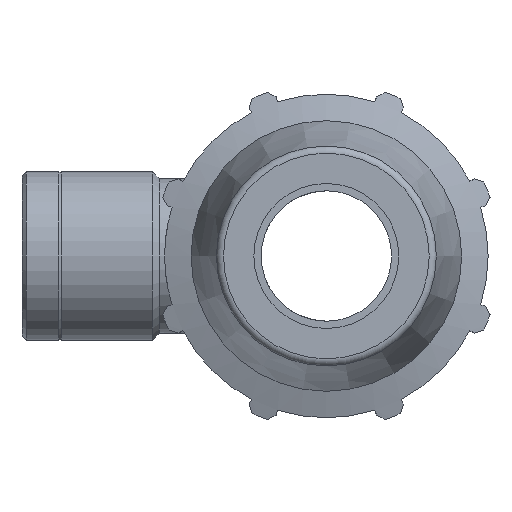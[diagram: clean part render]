
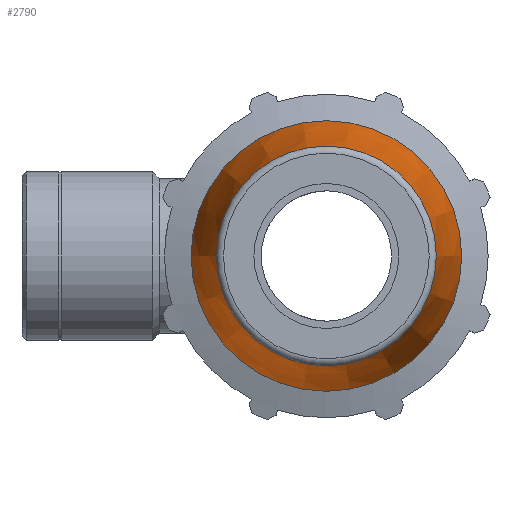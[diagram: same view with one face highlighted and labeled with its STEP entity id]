
A CAD part, left-side view. The second image highlights one B-rep face of the part: STEP entity #2790.
In plain terms, the highlighted conical face has half-angle 12 degrees and reference radius 16.837 mm.
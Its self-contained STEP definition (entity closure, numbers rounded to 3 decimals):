
#559=CONICAL_SURFACE('',#3004,16.836,12.);
#590=FACE_BOUND('',#863,.T.);
#692=FACE_OUTER_BOUND('',#862,.T.);
#862=EDGE_LOOP('',(#2116));
#863=EDGE_LOOP('',(#2117));
#1032=CIRCLE('',#2959,18.673);
#1038=CIRCLE('',#3002,15.168);
#1227=VERTEX_POINT('',#4328);
#1233=VERTEX_POINT('',#4400);
#1529=EDGE_CURVE('',#1227,#1227,#1032,.T.);
#1558=EDGE_CURVE('',#1233,#1233,#1038,.T.);
#2116=ORIENTED_EDGE('',*,*,#1529,.F.);
#2117=ORIENTED_EDGE('',*,*,#1558,.T.);
#2790=ADVANCED_FACE('',(#692,#590),#559,.T.);
#2959=AXIS2_PLACEMENT_3D('',#4329,#3393,#3394);
#3002=AXIS2_PLACEMENT_3D('',#4401,#3502,#3503);
#3004=AXIS2_PLACEMENT_3D('',#4404,#3506,#3507);
#3393=DIRECTION('center_axis',(1.,0.,0.));
#3394=DIRECTION('ref_axis',(0.,0.,-1.));
#3502=DIRECTION('center_axis',(1.,0.,0.));
#3503=DIRECTION('ref_axis',(0.,-1.,0.));
#3506=DIRECTION('center_axis',(1.,0.,0.));
#3507=DIRECTION('ref_axis',(0.,1.,0.));
#4328=CARTESIAN_POINT('',(-54.72,18.673,0.));
#4329=CARTESIAN_POINT('Origin',(-54.72,0.,0.));
#4400=CARTESIAN_POINT('',(-71.208,15.168,0.));
#4401=CARTESIAN_POINT('Origin',(-71.208,0.,
0.));
#4404=CARTESIAN_POINT('Origin',(-63.36,0.,0.));
